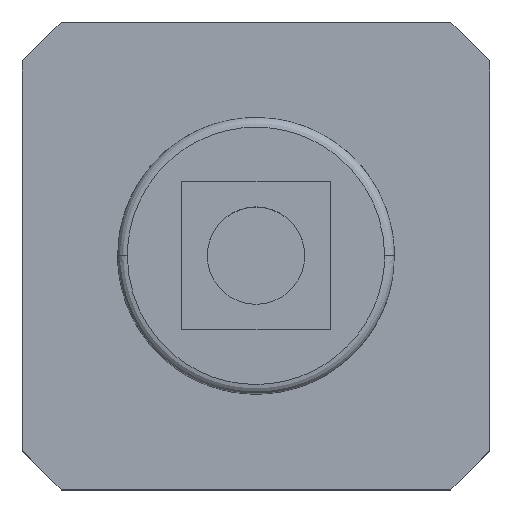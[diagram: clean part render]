
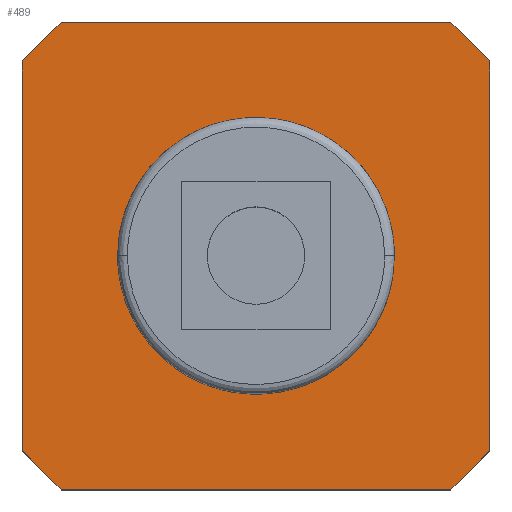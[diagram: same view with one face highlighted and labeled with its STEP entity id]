
A CAD part, top view. The second image highlights one B-rep face of the part: STEP entity #489.
In plain terms, the highlighted planar face has unit normal (0, 0, 1).
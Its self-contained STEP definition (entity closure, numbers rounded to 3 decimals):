
#21=FACE_BOUND('',#210,.T.);
#33=PLANE('',#540);
#63=LINE('',#960,#115);
#66=LINE('',#966,#118);
#67=LINE('',#970,#119);
#70=LINE('',#976,#122);
#73=LINE('',#982,#125);
#74=LINE('',#984,#126);
#75=LINE('',#985,#127);
#76=LINE('',#986,#128);
#115=VECTOR('',#601,1.);
#118=VECTOR('',#606,1.);
#119=VECTOR('',#609,1.);
#122=VECTOR('',#614,1.);
#125=VECTOR('',#623,1.);
#126=VECTOR('',#626,1.);
#127=VECTOR('',#627,1.);
#128=VECTOR('',#628,1.);
#157=CIRCLE('',#528,3.55);
#177=FACE_OUTER_BOUND('',#209,.T.);
#209=EDGE_LOOP('',(#397,#398,#399,#400,#401,#402,#403,#404));
#210=EDGE_LOOP('',(#405));
#244=VERTEX_POINT('',#929);
#255=VERTEX_POINT('',#956);
#256=VERTEX_POINT('',#958);
#257=VERTEX_POINT('',#962);
#258=VERTEX_POINT('',#964);
#259=VERTEX_POINT('',#968);
#260=VERTEX_POINT('',#969);
#261=VERTEX_POINT('',#974);
#262=VERTEX_POINT('',#975);
#291=EDGE_CURVE('',#244,#244,#157,.T.);
#305=EDGE_CURVE('',#256,#255,#63,.T.);
#308=EDGE_CURVE('',#258,#257,#66,.T.);
#309=EDGE_CURVE('',#259,#260,#67,.T.);
#312=EDGE_CURVE('',#261,#262,#70,.T.);
#315=EDGE_CURVE('',#258,#255,#73,.T.);
#316=EDGE_CURVE('',#256,#262,#74,.T.);
#317=EDGE_CURVE('',#261,#260,#75,.T.);
#318=EDGE_CURVE('',#259,#257,#76,.T.);
#397=ORIENTED_EDGE('',*,*,#305,.F.);
#398=ORIENTED_EDGE('',*,*,#316,.T.);
#399=ORIENTED_EDGE('',*,*,#312,.F.);
#400=ORIENTED_EDGE('',*,*,#317,.T.);
#401=ORIENTED_EDGE('',*,*,#309,.F.);
#402=ORIENTED_EDGE('',*,*,#318,.T.);
#403=ORIENTED_EDGE('',*,*,#308,.F.);
#404=ORIENTED_EDGE('',*,*,#315,.T.);
#405=ORIENTED_EDGE('',*,*,#291,.T.);
#489=ADVANCED_FACE('',(#177,#21),#33,.T.);
#528=AXIS2_PLACEMENT_3D('',#931,#578,#579);
#540=AXIS2_PLACEMENT_3D('',#983,#624,#625);
#578=DIRECTION('center_axis',(0.,0.,-1.));
#579=DIRECTION('ref_axis',(1.,0.,0.));
#601=DIRECTION('',(-1.,0.,0.));
#606=DIRECTION('',(0.,1.,0.));
#609=DIRECTION('',(1.,0.,0.));
#614=DIRECTION('',(0.,-1.,0.));
#623=DIRECTION('',(0.707,-0.707,0.));
#624=DIRECTION('center_axis',(0.,0.,1.));
#625=DIRECTION('ref_axis',(1.,0.,0.));
#626=DIRECTION('',(0.707,0.707,0.));
#627=DIRECTION('',(-0.707,0.707,0.));
#628=DIRECTION('',(-0.707,-0.707,0.));
#929=CARTESIAN_POINT('',(2.45,6.,3.5));
#931=CARTESIAN_POINT('Origin',(6.,6.,3.5));
#956=CARTESIAN_POINT('',(1.,0.,3.5));
#958=CARTESIAN_POINT('',(11.,0.,3.5));
#960=CARTESIAN_POINT('',(0.,0.,3.5));
#962=CARTESIAN_POINT('',(0.,11.,3.5));
#964=CARTESIAN_POINT('',(0.,1.,3.5));
#966=CARTESIAN_POINT('',(0.,12.,3.5));
#968=CARTESIAN_POINT('',(1.,12.,3.5));
#969=CARTESIAN_POINT('',(11.,12.,3.5));
#970=CARTESIAN_POINT('',(12.,12.,3.5));
#974=CARTESIAN_POINT('',(12.,11.,3.5));
#975=CARTESIAN_POINT('',(12.,1.,3.5));
#976=CARTESIAN_POINT('',(12.,0.,3.5));
#982=CARTESIAN_POINT('',(0.5,0.5,3.5));
#983=CARTESIAN_POINT('Origin',(-1.2,-1.2,3.5));
#984=CARTESIAN_POINT('',(11.,0.,3.5));
#985=CARTESIAN_POINT('',(12.,11.,3.5));
#986=CARTESIAN_POINT('',(1.,12.,3.5));
